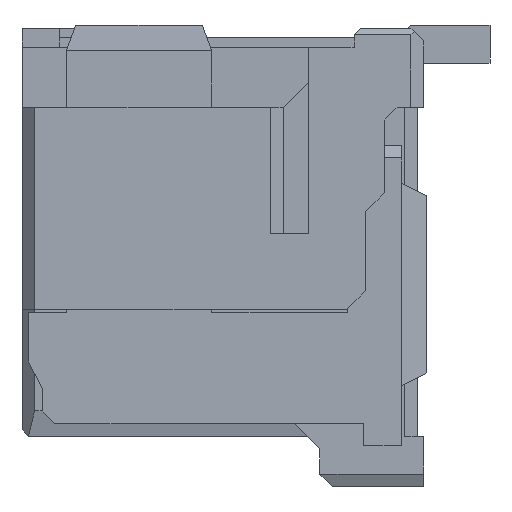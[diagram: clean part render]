
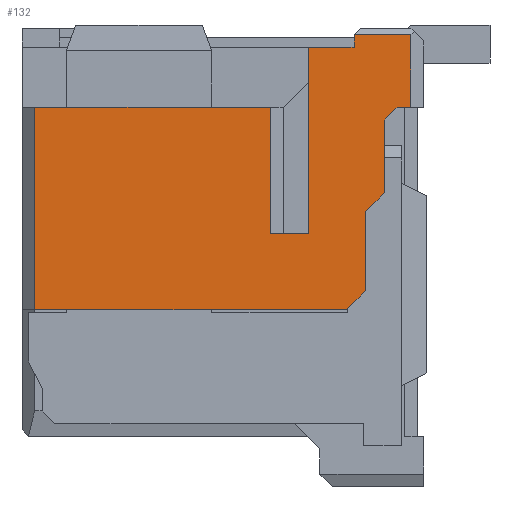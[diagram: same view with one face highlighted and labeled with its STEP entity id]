
A CAD part, left-side view. The second image highlights one B-rep face of the part: STEP entity #132.
In plain terms, the highlighted planar face has unit normal (-1, 0, 0).
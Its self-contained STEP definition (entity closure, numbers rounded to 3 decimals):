
#132=ADVANCED_FACE('',(#683),#684,.T.);
#683=FACE_OUTER_BOUND('',#1653,.T.);
#684=PLANE('',#1654);
#1653=EDGE_LOOP('',(#3065,#3066,#3067,#3068,#3069,#3070,#3071,#3072,#3073,#3074,#3075,#3076,#3077,#3078,#3079,#3080));
#1654=AXIS2_PLACEMENT_3D('',#3081,#3082,#3083);
#3065=ORIENTED_EDGE('',*,*,#7007,.T.);
#3066=ORIENTED_EDGE('',*,*,#7008,.F.);
#3067=ORIENTED_EDGE('',*,*,#7009,.F.);
#3068=ORIENTED_EDGE('',*,*,#7010,.F.);
#3069=ORIENTED_EDGE('',*,*,#7011,.F.);
#3070=ORIENTED_EDGE('',*,*,#7012,.F.);
#3071=ORIENTED_EDGE('',*,*,#7013,.F.);
#3072=ORIENTED_EDGE('',*,*,#7014,.T.);
#3073=ORIENTED_EDGE('',*,*,#7015,.T.);
#3074=ORIENTED_EDGE('',*,*,#7002,.T.);
#3075=ORIENTED_EDGE('',*,*,#6937,.T.);
#3076=ORIENTED_EDGE('',*,*,#7016,.T.);
#3077=ORIENTED_EDGE('',*,*,#7017,.T.);
#3078=ORIENTED_EDGE('',*,*,#7018,.T.);
#3079=ORIENTED_EDGE('',*,*,#7019,.F.);
#3080=ORIENTED_EDGE('',*,*,#7020,.T.);
#3081=CARTESIAN_POINT('',(-5.9,0.0,0.445));
#3082=DIRECTION('',(-1.0,0.0,0.0));
#3083=DIRECTION('',(0.0,0.0,1.0));
#6937=EDGE_CURVE('',#8524,#8522,#8525,.T.);
#7002=EDGE_CURVE('',#8631,#8524,#8636,.T.);
#7007=EDGE_CURVE('',#8641,#8642,#8643,.T.);
#7008=EDGE_CURVE('',#8644,#8642,#8645,.T.);
#7009=EDGE_CURVE('',#8646,#8644,#8647,.T.);
#7010=EDGE_CURVE('',#8648,#8646,#8649,.T.);
#7011=EDGE_CURVE('',#8650,#8648,#8651,.T.);
#7012=EDGE_CURVE('',#8652,#8650,#8653,.T.);
#7013=EDGE_CURVE('',#8654,#8652,#8655,.T.);
#7014=EDGE_CURVE('',#8654,#8656,#8657,.T.);
#7015=EDGE_CURVE('',#8656,#8631,#8658,.T.);
#7016=EDGE_CURVE('',#8522,#8659,#8660,.T.);
#7017=EDGE_CURVE('',#8659,#8661,#8662,.T.);
#7018=EDGE_CURVE('',#8661,#8663,#8664,.T.);
#7019=EDGE_CURVE('',#8665,#8663,#8666,.T.);
#7020=EDGE_CURVE('',#8665,#8641,#8667,.T.);
#8522=VERTEX_POINT('',#11000);
#8524=VERTEX_POINT('',#11003);
#8525=LINE('',#11004,#11005);
#8631=VERTEX_POINT('',#11172);
#8636=LINE('',#11180,#11181);
#8641=VERTEX_POINT('',#11190);
#8642=VERTEX_POINT('',#11191);
#8643=LINE('',#11192,#11193);
#8644=VERTEX_POINT('',#11194);
#8645=LINE('',#11195,#11196);
#8646=VERTEX_POINT('',#11197);
#8647=LINE('',#11198,#11199);
#8648=VERTEX_POINT('',#11200);
#8649=LINE('',#11201,#11202);
#8650=VERTEX_POINT('',#11203);
#8651=LINE('',#11204,#11205);
#8652=VERTEX_POINT('',#11206);
#8653=LINE('',#11207,#11208);
#8654=VERTEX_POINT('',#11209);
#8655=LINE('',#11210,#11211);
#8656=VERTEX_POINT('',#11212);
#8657=LINE('',#11213,#11214);
#8658=LINE('',#11215,#11216);
#8659=VERTEX_POINT('',#11217);
#8660=LINE('',#11218,#11219);
#8661=VERTEX_POINT('',#11220);
#8662=LINE('',#11221,#11222);
#8663=VERTEX_POINT('',#11223);
#8664=LINE('',#11224,#11225);
#8665=VERTEX_POINT('',#11226);
#8666=LINE('',#11227,#11228);
#8667=LINE('',#11229,#11230);
#11000=CARTESIAN_POINT('',(-5.9,-1.93,3.77));
#11003=CARTESIAN_POINT('',(-5.9,-2.65,3.77));
#11004=CARTESIAN_POINT('',(-5.9,-2.65,3.77));
#11005=VECTOR('',#14157,0.72);
#11172=CARTESIAN_POINT('',(-5.9,-2.65,3.97));
#11180=CARTESIAN_POINT('',(-5.9,-2.65,3.97));
#11181=VECTOR('',#14222,0.2);
#11190=CARTESIAN_POINT('',(-5.9,2.4,-0.38));
#11191=CARTESIAN_POINT('',(-5.9,-2.53,-0.38));
#11192=CARTESIAN_POINT('',(-5.9,2.4,-0.38));
#11193=VECTOR('',#14227,4.93);
#11194=CARTESIAN_POINT('',(-5.9,-2.83,-0.08));
#11195=CARTESIAN_POINT('',(-5.9,-2.83,-0.08));
#11196=VECTOR('',#14228,0.424);
#11197=CARTESIAN_POINT('',(-5.9,-2.83,1.17));
#11198=CARTESIAN_POINT('',(-5.9,-2.83,1.17));
#11199=VECTOR('',#14229,1.25);
#11200=CARTESIAN_POINT('',(-5.9,-3.13,1.47));
#11201=CARTESIAN_POINT('',(-5.9,-3.13,1.47));
#11202=VECTOR('',#14230,0.424);
#11203=CARTESIAN_POINT('',(-5.9,-3.13,2.62));
#11204=CARTESIAN_POINT('',(-5.9,-3.13,2.62));
#11205=VECTOR('',#14231,1.15);
#11206=CARTESIAN_POINT('',(-5.9,-3.33,2.82));
#11207=CARTESIAN_POINT('',(-5.9,-3.33,2.82));
#11208=VECTOR('',#14232,0.283);
#11209=CARTESIAN_POINT('',(-5.9,-3.55,2.82));
#11210=CARTESIAN_POINT('',(-5.9,-3.55,2.82));
#11211=VECTOR('',#14233,0.22);
#11212=CARTESIAN_POINT('',(-5.9,-3.55,3.97));
#11213=CARTESIAN_POINT('',(-5.9,-3.55,2.82));
#11214=VECTOR('',#14234,1.15);
#11215=CARTESIAN_POINT('',(-5.9,-3.55,3.97));
#11216=VECTOR('',#14235,0.9);
#11217=CARTESIAN_POINT('',(-5.9,-1.93,0.82));
#11218=CARTESIAN_POINT('',(-5.9,-1.93,3.77));
#11219=VECTOR('',#14236,2.95);
#11220=CARTESIAN_POINT('',(-5.9,-1.33,0.82));
#11221=CARTESIAN_POINT('',(-5.9,-1.93,0.82));
#11222=VECTOR('',#14237,0.6);
#11223=CARTESIAN_POINT('',(-5.9,-1.33,2.82));
#11224=CARTESIAN_POINT('',(-5.9,-1.33,0.82));
#11225=VECTOR('',#14238,2.0);
#11226=CARTESIAN_POINT('',(-5.9,2.4,2.82));
#11227=CARTESIAN_POINT('',(-5.9,2.4,2.82));
#11228=VECTOR('',#14239,3.73);
#11229=CARTESIAN_POINT('',(-5.9,2.4,2.82));
#11230=VECTOR('',#14240,3.2);
#14157=DIRECTION('',(0.0,1.0,0.0));
#14222=DIRECTION('',(0.0,0.0,-1.0));
#14227=DIRECTION('',(0.0,-1.0,0.0));
#14228=DIRECTION('',(0.0,0.707,-0.707));
#14229=DIRECTION('',(0.0,0.0,-1.0));
#14230=DIRECTION('',(0.0,0.707,-0.707));
#14231=DIRECTION('',(0.0,0.0,-1.0));
#14232=DIRECTION('',(0.0,0.707,-0.707));
#14233=DIRECTION('',(0.0,1.0,0.0));
#14234=DIRECTION('',(0.0,0.0,1.0));
#14235=DIRECTION('',(0.0,1.0,0.0));
#14236=DIRECTION('',(0.0,0.0,-1.0));
#14237=DIRECTION('',(0.0,1.0,0.0));
#14238=DIRECTION('',(0.0,0.0,1.0));
#14239=DIRECTION('',(0.0,-1.0,0.0));
#14240=DIRECTION('',(0.0,0.0,-1.0));
